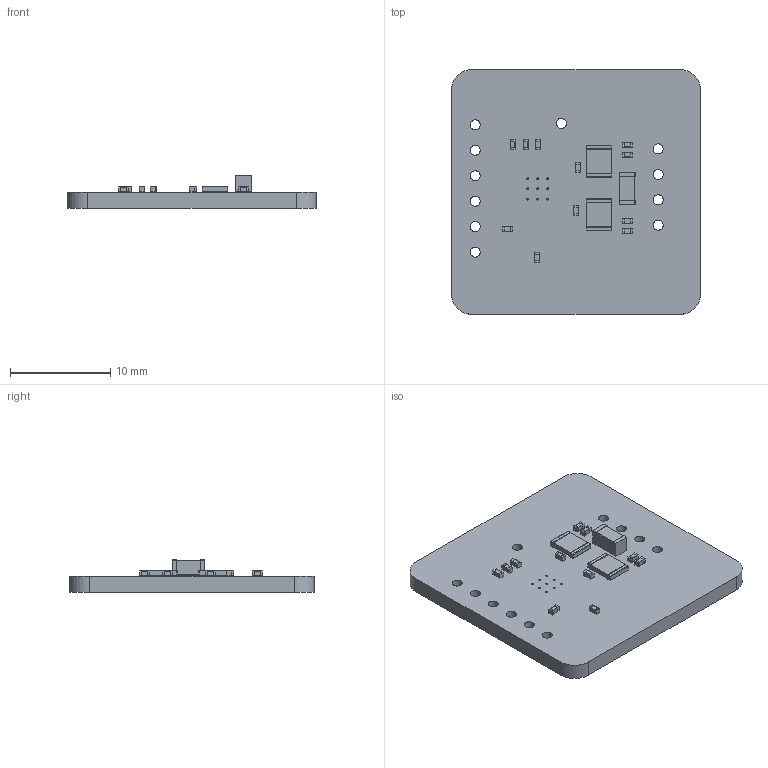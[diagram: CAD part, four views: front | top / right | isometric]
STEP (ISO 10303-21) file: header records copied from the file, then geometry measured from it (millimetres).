
FILE_DESCRIPTION(('KiCad electronic assembly'),'2;1');
FILE_NAME('Restep_A1.step','2023-07-11T13:23:07',('Pcbnew'),('Kicad'), 'Open CASCADE STEP processor 7.5','KiCad to STEP converter','Unknown' );
FILE_SCHEMA(('AUTOMOTIVE_DESIGN { 1 0 10303 214 1 1 1 1 }'));
Length unit declared in the file: millimetre
Products named in the file (8): Restep_A1 1; C_0402; SOLID; C_1206-C_1206_3216Metric; R_1210_3225Metric; Restep_A1 PCB
Assembly tree (18 placements, depth 3):
  Restep_A1 1
    C_0402  x11
      SOLID
    C_1206-C_1206_3216Metric
      SOLID
    R_1210_3225Metric  x2
      SOLID
    Restep_A1 PCB
Bounding box: 24.8 x 24.4 x 3.25 mm (x, y, z)
Volume: 966.6 mm3; surface area: 1498.5 mm2
Topology: 15 solids, 15 shells, 418 faces, 1084 edges, 720 vertices
Faces by surface type: plane 234, cylinder 184
Full cylindrical faces by diameter (mm): 0.2 x9, 1 x11
Entity records: 8505 total; most frequent: CARTESIAN_POINT 1695, DIRECTION 1182, LINE 664, VECTOR 664, ORIENTED_EDGE 592, PCURVE 592, DEFINITIONAL_REPRESENTATION 592, EDGE_CURVE 296
